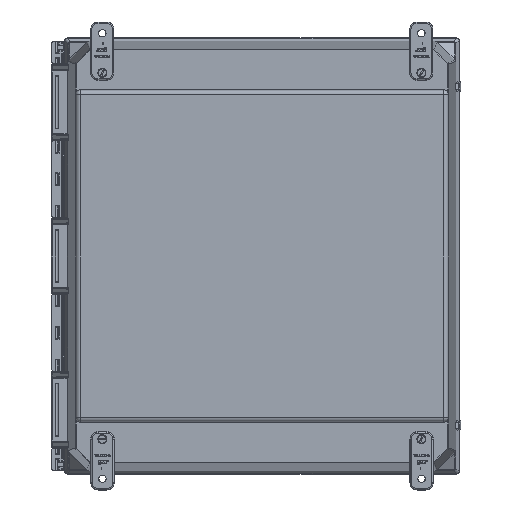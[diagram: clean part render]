
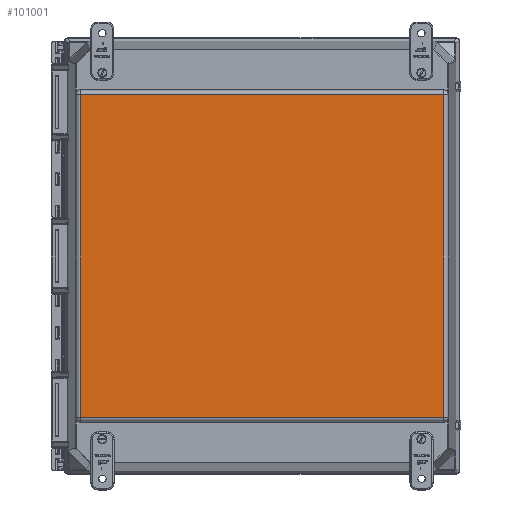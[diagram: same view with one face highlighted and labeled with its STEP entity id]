
A CAD part, front view. The second image highlights one B-rep face of the part: STEP entity #101001.
In plain terms, the highlighted planar face has unit normal (0, -1, 0).
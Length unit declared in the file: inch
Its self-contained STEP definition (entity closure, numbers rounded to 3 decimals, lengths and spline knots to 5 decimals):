
#1270 = VECTOR ( 'NONE', #51540, 39.37008 ) ;
#9125 = CARTESIAN_POINT ( 'NONE',  ( -7.82028, -10.125, 6.94442 ) ) ;
#9557 = CARTESIAN_POINT ( 'NONE',  ( -8.485, -10.125, -9.375 ) ) ;
#13037 = LINE ( 'NONE', #37260, #64132 ) ;
#13602 = EDGE_CURVE ( 'NONE', #55177, #109208, #25404, .T. ) ;
#14059 = CARTESIAN_POINT ( 'NONE',  ( 7.82028, -10.125, 6.94442 ) ) ;
#18775 = DIRECTION ( 'NONE',  ( 0., 0., -1. ) ) ;
#23765 = AXIS2_PLACEMENT_3D ( 'NONE', #9557, #73022, #18775 ) ;
#24233 = CARTESIAN_POINT ( 'NONE',  ( -8.00087, -10.125, 6.94442 ) ) ;
#25404 = LINE ( 'NONE', #24233, #1270 ) ;
#37260 = CARTESIAN_POINT ( 'NONE',  ( 8.00087, -10.125, -6.94442 ) ) ;
#37750 = CARTESIAN_POINT ( 'NONE',  ( 7.82028, -10.125, 7.125 ) ) ;
#38440 = ORIENTED_EDGE ( 'NONE', *, *, #13602, .T. ) ;
#41519 = FACE_OUTER_BOUND ( 'NONE', #73803, .T. ) ;
#42215 = VECTOR ( 'NONE', #101156, 39.37008 ) ;
#45226 = PLANE ( 'NONE',  #23765 ) ;
#45681 = ORIENTED_EDGE ( 'NONE', *, *, #67661, .T. ) ;
#45884 = VERTEX_POINT ( 'NONE', #77501 ) ;
#46327 = DIRECTION ( 'NONE',  ( 1., 0., 0. ) ) ;
#51540 = DIRECTION ( 'NONE',  ( -1., 0., 0. ) ) ;
#55177 = VERTEX_POINT ( 'NONE', #14059 ) ;
#61452 = CARTESIAN_POINT ( 'NONE',  ( -7.82028, -10.125, -7.125 ) ) ;
#64132 = VECTOR ( 'NONE', #46327, 39.37008 ) ;
#67661 = EDGE_CURVE ( 'NONE', #45884, #55177, #111736, .T. ) ;
#73022 = DIRECTION ( 'NONE',  ( 0., -1., 0. ) ) ;
#73803 = EDGE_LOOP ( 'NONE', ( #38440, #117304, #106208, #45681 ) ) ;
#74751 = EDGE_CURVE ( 'NONE', #101148, #45884, #13037, .T. ) ;
#77501 = CARTESIAN_POINT ( 'NONE',  ( 7.82028, -10.125, -6.94442 ) ) ;
#80100 = DIRECTION ( 'NONE',  ( 0., 0., -1. ) ) ;
#80351 = LINE ( 'NONE', #61452, #101634 ) ;
#83471 = EDGE_CURVE ( 'NONE', #109208, #101148, #80351, .T. ) ;
#85593 = CARTESIAN_POINT ( 'NONE',  ( -7.82028, -10.125, -6.94442 ) ) ;
#101001 = ADVANCED_FACE ( 'NONE', ( #41519 ), #45226, .T. ) ;
#101148 = VERTEX_POINT ( 'NONE', #85593 ) ;
#101156 = DIRECTION ( 'NONE',  ( 0., 0., 1. ) ) ;
#101634 = VECTOR ( 'NONE', #80100, 39.37008 ) ;
#106208 = ORIENTED_EDGE ( 'NONE', *, *, #74751, .T. ) ;
#109208 = VERTEX_POINT ( 'NONE', #9125 ) ;
#111736 = LINE ( 'NONE', #37750, #42215 ) ;
#117304 = ORIENTED_EDGE ( 'NONE', *, *, #83471, .T. ) ;
